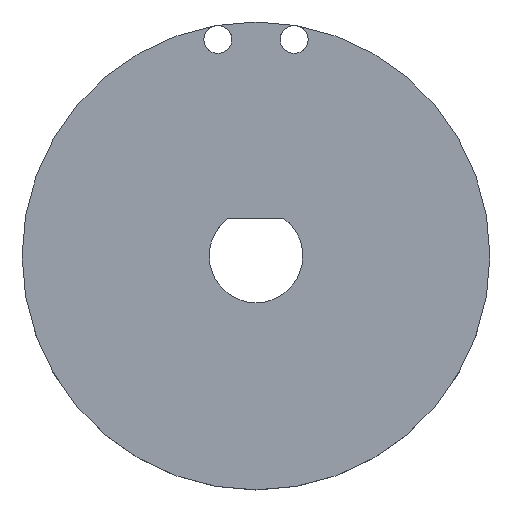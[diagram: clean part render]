
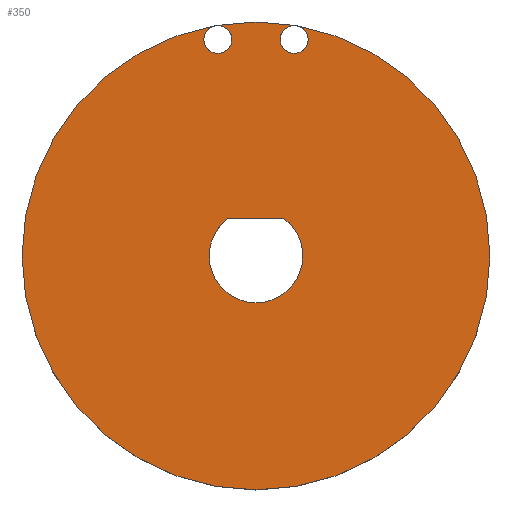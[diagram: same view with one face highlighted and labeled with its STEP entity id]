
A CAD part, top view. The second image highlights one B-rep face of the part: STEP entity #350.
In plain terms, the highlighted planar face has unit normal (0, 0, 1).
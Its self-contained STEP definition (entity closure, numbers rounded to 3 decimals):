
#1 = EDGE_CURVE ( 'NONE', #492, #344, #580, .T. ) ;
#12 = DIRECTION ( 'NONE',  ( 0., 0., -1. ) ) ;
#16 = CARTESIAN_POINT ( 'NONE',  ( 5.579, 23.133, 3.572 ) ) ;
#24 = ORIENTED_EDGE ( 'NONE', *, *, #962, .T. ) ;
#36 = VECTOR ( 'NONE', #1012, 1000. ) ;
#47 = CARTESIAN_POINT ( 'NONE',  ( 2.579, 23.133, 3.572 ) ) ;
#49 = CIRCLE ( 'NONE', #359, 1.5 ) ;
#72 = DIRECTION ( 'NONE',  ( 0., 0., 1. ) ) ;
#86 = CARTESIAN_POINT ( 'NONE',  ( -3.043, 3.967, 3.572 ) ) ;
#90 = DIRECTION ( 'NONE',  ( -1., 0., 0. ) ) ;
#91 = ORIENTED_EDGE ( 'NONE', *, *, #105, .T. ) ;
#105 = EDGE_CURVE ( 'NONE', #688, #492, #541, .T. ) ;
#106 = EDGE_LOOP ( 'NONE', ( #844, #932 ) ) ;
#109 = DIRECTION ( 'NONE',  ( 0., 0., 1. ) ) ;
#110 = ORIENTED_EDGE ( 'NONE', *, *, #919, .T. ) ;
#119 = CARTESIAN_POINT ( 'NONE',  ( 0., 0., 3.572 ) ) ;
#121 = ORIENTED_EDGE ( 'NONE', *, *, #567, .T. ) ;
#125 = AXIS2_PLACEMENT_3D ( 'NONE', #605, #109, #690 ) ;
#172 = DIRECTION ( 'NONE',  ( -1., 0., 0. ) ) ;
#178 = AXIS2_PLACEMENT_3D ( 'NONE', #758, #12, #755 ) ;
#180 = FACE_BOUND ( 'NONE', #204, .T. ) ;
#195 = CIRCLE ( 'NONE', #566, 25. ) ;
#204 = EDGE_LOOP ( 'NONE', ( #756, #787, #121, #91 ) ) ;
#224 = CARTESIAN_POINT ( 'NONE',  ( 2.957, 4.032, 3.572 ) ) ;
#228 = CIRCLE ( 'NONE', #723, 1.5 ) ;
#233 = DIRECTION ( 'NONE',  ( 0., 0., -1. ) ) ;
#249 = EDGE_CURVE ( 'NONE', #259, #1045, #228, .T. ) ;
#259 = VERTEX_POINT ( 'NONE', #47 ) ;
#261 = DIRECTION ( 'NONE',  ( 0., 0., -1. ) ) ;
#271 = CIRCLE ( 'NONE', #178, 1.5 ) ;
#276 = CARTESIAN_POINT ( 'NONE',  ( 25., 0., 3.572 ) ) ;
#290 = AXIS2_PLACEMENT_3D ( 'NONE', #744, #397, #90 ) ;
#312 = CIRCLE ( 'NONE', #290, 1.5 ) ;
#315 = VERTEX_POINT ( 'NONE', #895 ) ;
#322 = CARTESIAN_POINT ( 'NONE',  ( -25., 0., 3.572 ) ) ;
#337 = CARTESIAN_POINT ( 'NONE',  ( 0., 0., 3.572 ) ) ;
#344 = VERTEX_POINT ( 'NONE', #224 ) ;
#350 = ADVANCED_FACE ( 'NONE', ( #1043, #618, #180, #824 ), #721, .F. ) ;
#359 = AXIS2_PLACEMENT_3D ( 'NONE', #1065, #233, #470 ) ;
#380 = DIRECTION ( 'NONE',  ( 0., 0., -1. ) ) ;
#383 = ORIENTED_EDGE ( 'NONE', *, *, #249, .T. ) ;
#397 = DIRECTION ( 'NONE',  ( 0., 0., -1. ) ) ;
#407 = EDGE_CURVE ( 'NONE', #1045, #259, #312, .T. ) ;
#432 = CIRCLE ( 'NONE', #1061, 5. ) ;
#433 = VERTEX_POINT ( 'NONE', #322 ) ;
#463 = DIRECTION ( 'NONE',  ( -1., 0., 0. ) ) ;
#470 = DIRECTION ( 'NONE',  ( -1., 0., 0. ) ) ;
#492 = VERTEX_POINT ( 'NONE', #86 ) ;
#503 = EDGE_LOOP ( 'NONE', ( #110, #24 ) ) ;
#541 = CIRCLE ( 'NONE', #646, 5. ) ;
#553 = CARTESIAN_POINT ( 'NONE',  ( 0., 0., 3.572 ) ) ;
#566 = AXIS2_PLACEMENT_3D ( 'NONE', #839, #72, #584 ) ;
#567 = EDGE_CURVE ( 'NONE', #315, #688, #432, .T. ) ;
#573 = EDGE_CURVE ( 'NONE', #593, #798, #271, .T. ) ;
#580 = LINE ( 'NONE', #931, #36 ) ;
#584 = DIRECTION ( 'NONE',  ( 1., 0., 0. ) ) ;
#593 = VERTEX_POINT ( 'NONE', #678 ) ;
#605 = CARTESIAN_POINT ( 'NONE',  ( 0., 0., 3.572 ) ) ;
#609 = DIRECTION ( 'NONE',  ( -1., 0., 0. ) ) ;
#618 = FACE_BOUND ( 'NONE', #106, .T. ) ;
#641 = DIRECTION ( 'NONE',  ( -1., 0., 0. ) ) ;
#646 = AXIS2_PLACEMENT_3D ( 'NONE', #119, #1028, #609 ) ;
#678 = CARTESIAN_POINT ( 'NONE',  ( -5.579, 23.133, 3.572 ) ) ;
#688 = VERTEX_POINT ( 'NONE', #1041 ) ;
#690 = DIRECTION ( 'NONE',  ( 1., 0., 0. ) ) ;
#721 = PLANE ( 'NONE',  #1066 ) ;
#723 = AXIS2_PLACEMENT_3D ( 'NONE', #806, #877, #463 ) ;
#725 = CIRCLE ( 'NONE', #125, 25. ) ;
#744 = CARTESIAN_POINT ( 'NONE',  ( 4.079, 23.133, 3.572 ) ) ;
#745 = CARTESIAN_POINT ( 'NONE',  ( 0., 0., 3.572 ) ) ;
#755 = DIRECTION ( 'NONE',  ( -1., 0., 0. ) ) ;
#756 = ORIENTED_EDGE ( 'NONE', *, *, #1, .T. ) ;
#758 = CARTESIAN_POINT ( 'NONE',  ( -4.079, 23.133, 3.572 ) ) ;
#760 = EDGE_CURVE ( 'NONE', #798, #593, #49, .T. ) ;
#787 = ORIENTED_EDGE ( 'NONE', *, *, #865, .T. ) ;
#798 = VERTEX_POINT ( 'NONE', #907 ) ;
#806 = CARTESIAN_POINT ( 'NONE',  ( 4.079, 23.133, 3.572 ) ) ;
#810 = CIRCLE ( 'NONE', #885, 5. ) ;
#824 = FACE_OUTER_BOUND ( 'NONE', #503, .T. ) ;
#828 = DIRECTION ( 'NONE',  ( 0., 0., -1. ) ) ;
#839 = CARTESIAN_POINT ( 'NONE',  ( 0., 0., 3.572 ) ) ;
#844 = ORIENTED_EDGE ( 'NONE', *, *, #573, .T. ) ;
#853 = DIRECTION ( 'NONE',  ( -1., 0., 0. ) ) ;
#865 = EDGE_CURVE ( 'NONE', #344, #315, #810, .T. ) ;
#877 = DIRECTION ( 'NONE',  ( 0., 0., -1. ) ) ;
#885 = AXIS2_PLACEMENT_3D ( 'NONE', #745, #828, #172 ) ;
#895 = CARTESIAN_POINT ( 'NONE',  ( 5., 0., 3.572 ) ) ;
#903 = EDGE_LOOP ( 'NONE', ( #383, #995 ) ) ;
#907 = CARTESIAN_POINT ( 'NONE',  ( -2.579, 23.133, 3.572 ) ) ;
#919 = EDGE_CURVE ( 'NONE', #1060, #433, #195, .T. ) ;
#931 = CARTESIAN_POINT ( 'NONE',  ( -0.043, 4., 3.572 ) ) ;
#932 = ORIENTED_EDGE ( 'NONE', *, *, #760, .T. ) ;
#962 = EDGE_CURVE ( 'NONE', #433, #1060, #725, .T. ) ;
#995 = ORIENTED_EDGE ( 'NONE', *, *, #407, .T. ) ;
#1012 = DIRECTION ( 'NONE',  ( 1., 0.011, 0. ) ) ;
#1028 = DIRECTION ( 'NONE',  ( 0., 0., -1. ) ) ;
#1041 = CARTESIAN_POINT ( 'NONE',  ( -5., 0., 3.572 ) ) ;
#1043 = FACE_BOUND ( 'NONE', #903, .T. ) ;
#1045 = VERTEX_POINT ( 'NONE', #16 ) ;
#1060 = VERTEX_POINT ( 'NONE', #276 ) ;
#1061 = AXIS2_PLACEMENT_3D ( 'NONE', #337, #261, #853 ) ;
#1065 = CARTESIAN_POINT ( 'NONE',  ( -4.079, 23.133, 3.572 ) ) ;
#1066 = AXIS2_PLACEMENT_3D ( 'NONE', #553, #380, #641 ) ;
